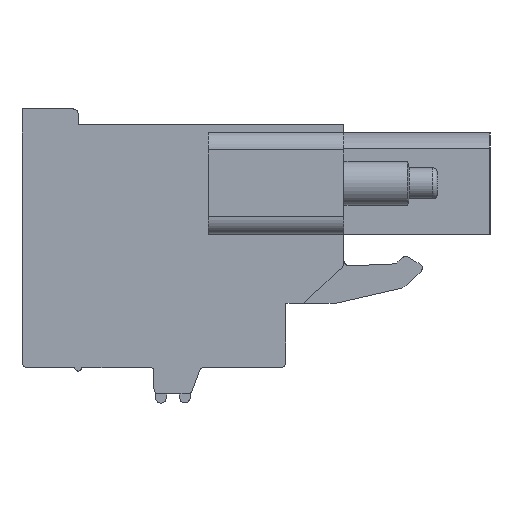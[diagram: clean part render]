
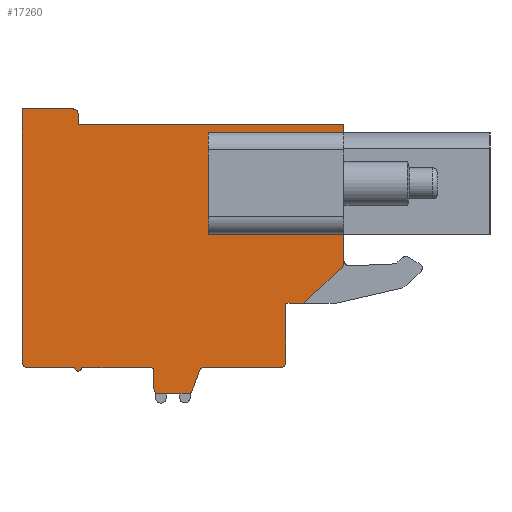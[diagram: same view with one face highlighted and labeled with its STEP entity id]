
A CAD part, left-side view. The second image highlights one B-rep face of the part: STEP entity #17260.
In plain terms, the highlighted planar face has unit normal (-1, 0, 0).
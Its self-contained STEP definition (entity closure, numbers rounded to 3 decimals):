
#3020=DIRECTION('',(0.,1.,0.));
#3021=VECTOR('',#3020,6.1);
#3022=CARTESIAN_POINT('',(-76.82,-4.06,0.73));
#3023=LINE('',#3022,#3021);
#3024=DIRECTION('',(0.,1.,0.));
#3025=VECTOR('',#3024,6.1);
#3026=CARTESIAN_POINT('',(-76.82,-4.06,6.53));
#3027=LINE('',#3026,#3025);
#3028=DIRECTION('',(0.,0.,-1.));
#3029=VECTOR('',#3028,7.87);
#3030=CARTESIAN_POINT('',(-76.82,-5.66,6.96));
#3031=LINE('',#3030,#3029);
#3032=CARTESIAN_POINT('',(-76.82,-5.36,-0.91));
#3033=DIRECTION('',(1.,0.,0.));
#3034=DIRECTION('',(0.,-1.,0.));
#3035=AXIS2_PLACEMENT_3D('',#3032,#3033,#3034);
#3037=DIRECTION('',(0.,0.731,-0.683));
#3038=VECTOR('',#3037,3.018);
#3039=CARTESIAN_POINT('',(-76.82,-5.565,-1.129));
#3040=LINE('',#3039,#3038);
#3041=DIRECTION('',(0.,1.,0.));
#3042=VECTOR('',#3041,1.);
#3043=CARTESIAN_POINT('',(-76.82,-3.36,-3.19));
#3044=LINE('',#3043,#3042);
#3045=DIRECTION('',(0.,0.,-1.));
#3046=VECTOR('',#3045,3.35);
#3047=CARTESIAN_POINT('',(-76.82,-2.36,-3.19));
#3048=LINE('',#3047,#3046);
#3049=CARTESIAN_POINT('',(-76.82,-2.06,-6.54));
#3050=DIRECTION('',(1.,0.,0.));
#3051=DIRECTION('',(0.,-1.,0.));
#3052=AXIS2_PLACEMENT_3D('',#3049,#3050,#3051);
#3054=DIRECTION('',(0.,1.,0.));
#3055=VECTOR('',#3054,4.34);
#3056=CARTESIAN_POINT('',(-76.82,-2.06,-6.84));
#3057=LINE('',#3056,#3055);
#3058=CARTESIAN_POINT('',(-76.82,2.28,-7.14));
#3059=DIRECTION('',(-1.,0.,0.));
#3060=DIRECTION('',(0.,0.,1.));
#3061=AXIS2_PLACEMENT_3D('',#3058,#3059,#3060);
#3063=DIRECTION('',(0.,0.345,-0.939));
#3064=VECTOR('',#3063,1.179);
#3065=CARTESIAN_POINT('',(-76.82,2.562,-7.037));
#3066=LINE('',#3065,#3064);
#3067=CARTESIAN_POINT('',(-76.82,3.25,-8.04));
#3068=DIRECTION('',(1.,0.,0.));
#3069=DIRECTION('',(0.,-0.939,-0.345));
#3070=AXIS2_PLACEMENT_3D('',#3067,#3068,#3069);
#3072=DIRECTION('',(0.,1.,0.));
#3073=VECTOR('',#3072,1.59);
#3074=CARTESIAN_POINT('',(-76.82,3.25,-8.34));
#3075=LINE('',#3074,#3073);
#3076=CARTESIAN_POINT('',(-76.82,4.84,-8.04));
#3077=DIRECTION('',(1.,0.,0.));
#3078=DIRECTION('',(0.,0.,-1.));
#3079=AXIS2_PLACEMENT_3D('',#3076,#3077,#3078);
#3081=DIRECTION('',(0.,0.,1.));
#3082=VECTOR('',#3081,1.);
#3083=CARTESIAN_POINT('',(-76.82,5.14,-8.04));
#3084=LINE('',#3083,#3082);
#3085=CARTESIAN_POINT('',(-76.82,5.34,-7.04));
#3086=DIRECTION('',(-1.,0.,0.));
#3087=DIRECTION('',(0.,-1.,0.));
#3088=AXIS2_PLACEMENT_3D('',#3085,#3086,#3087);
#3090=DIRECTION('',(0.,1.,0.));
#3091=VECTOR('',#3090,3.9);
#3092=CARTESIAN_POINT('',(-76.82,5.34,-6.84));
#3093=LINE('',#3092,#3091);
#3094=CARTESIAN_POINT('',(-76.82,9.44,-6.84));
#3095=DIRECTION('',(1.,0.,0.));
#3096=DIRECTION('',(0.,-1.,0.));
#3097=AXIS2_PLACEMENT_3D('',#3094,#3095,#3096);
#3099=DIRECTION('',(0.,1.,0.));
#3100=VECTOR('',#3099,2.7);
#3101=CARTESIAN_POINT('',(-76.82,9.64,-6.84));
#3102=LINE('',#3101,#3100);
#3103=CARTESIAN_POINT('',(-76.82,12.34,-6.54));
#3104=DIRECTION('',(1.,0.,0.));
#3105=DIRECTION('',(0.,0.,-1.));
#3106=AXIS2_PLACEMENT_3D('',#3103,#3104,#3105);
#3108=DIRECTION('',(0.,0.,1.));
#3109=VECTOR('',#3108,14.4);
#3110=CARTESIAN_POINT('',(-76.82,12.64,-6.54));
#3111=LINE('',#3110,#3109);
#3112=DIRECTION('',(0.,-1.,0.));
#3113=VECTOR('',#3112,2.9);
#3114=CARTESIAN_POINT('',(-76.82,12.64,7.86));
#3115=LINE('',#3114,#3113);
#3116=CARTESIAN_POINT('',(-76.82,9.74,7.56));
#3117=DIRECTION('',(1.,0.,0.));
#3118=DIRECTION('',(0.,0.,1.));
#3119=AXIS2_PLACEMENT_3D('',#3116,#3117,#3118);
#3121=DIRECTION('',(0.,0.,-1.));
#3122=VECTOR('',#3121,0.6);
#3123=CARTESIAN_POINT('',(-76.82,9.44,7.56));
#3124=LINE('',#3123,#3122);
#3125=DIRECTION('',(0.,-1.,0.));
#3126=VECTOR('',#3125,15.1);
#3127=CARTESIAN_POINT('',(-76.82,9.44,6.96));
#3128=LINE('',#3127,#3126);
#3180=DIRECTION('',(0.,0.,1.));
#3181=VECTOR('',#3180,5.8);
#3182=CARTESIAN_POINT('',(-76.82,2.04,0.73));
#3183=LINE('',#3182,#3181);
#3285=DIRECTION('',(0.,0.,1.));
#3286=VECTOR('',#3285,5.8);
#3287=CARTESIAN_POINT('',(-76.82,-4.06,0.73));
#3288=LINE('',#3287,#3286);
#9923=CARTESIAN_POINT('',(-76.82,9.44,6.96));
#9924=CARTESIAN_POINT('',(-76.82,-5.66,6.96));
#9925=VERTEX_POINT('',#9923);
#9926=VERTEX_POINT('',#9924);
#9927=CARTESIAN_POINT('',(-76.82,-5.66,-0.91));
#9928=CARTESIAN_POINT('',(-76.82,-5.565,-1.129));
#9929=VERTEX_POINT('',#9927);
#9930=VERTEX_POINT('',#9928);
#9931=CARTESIAN_POINT('',(-76.82,-3.36,-3.19));
#9932=VERTEX_POINT('',#9931);
#9933=CARTESIAN_POINT('',(-76.82,-2.36,-3.19));
#9934=VERTEX_POINT('',#9933);
#9935=CARTESIAN_POINT('',(-76.82,-2.36,-6.54));
#9936=VERTEX_POINT('',#9935);
#9937=CARTESIAN_POINT('',(-76.82,-2.06,-6.84));
#9938=VERTEX_POINT('',#9937);
#9939=CARTESIAN_POINT('',(-76.82,2.28,-6.84));
#9940=VERTEX_POINT('',#9939);
#9941=CARTESIAN_POINT('',(-76.82,2.562,-7.037));
#9942=VERTEX_POINT('',#9941);
#9943=CARTESIAN_POINT('',(-76.82,2.968,-8.143));
#9944=VERTEX_POINT('',#9943);
#9945=CARTESIAN_POINT('',(-76.82,3.25,-8.34));
#9946=VERTEX_POINT('',#9945);
#9947=CARTESIAN_POINT('',(-76.82,4.84,-8.34));
#9948=VERTEX_POINT('',#9947);
#9949=CARTESIAN_POINT('',(-76.82,5.14,-8.04));
#9950=VERTEX_POINT('',#9949);
#9951=CARTESIAN_POINT('',(-76.82,5.14,-7.04));
#9952=VERTEX_POINT('',#9951);
#9953=CARTESIAN_POINT('',(-76.82,5.34,-6.84));
#9954=VERTEX_POINT('',#9953);
#9955=CARTESIAN_POINT('',(-76.82,9.24,-6.84));
#9956=VERTEX_POINT('',#9955);
#9957=CARTESIAN_POINT('',(-76.82,9.64,-6.84));
#9958=VERTEX_POINT('',#9957);
#9959=CARTESIAN_POINT('',(-76.82,12.34,-6.84));
#9960=VERTEX_POINT('',#9959);
#9961=CARTESIAN_POINT('',(-76.82,12.64,-6.54));
#9962=VERTEX_POINT('',#9961);
#9963=CARTESIAN_POINT('',(-76.82,12.64,7.86));
#9964=VERTEX_POINT('',#9963);
#9965=CARTESIAN_POINT('',(-76.82,9.74,7.86));
#9966=VERTEX_POINT('',#9965);
#9967=CARTESIAN_POINT('',(-76.82,9.44,7.56));
#9968=VERTEX_POINT('',#9967);
#12821=CARTESIAN_POINT('',(-76.82,2.04,0.73));
#12822=CARTESIAN_POINT('',(-76.82,2.04,6.53));
#12823=VERTEX_POINT('',#12821);
#12824=VERTEX_POINT('',#12822);
#12857=CARTESIAN_POINT('',(-76.82,-4.06,0.73));
#12858=CARTESIAN_POINT('',(-76.82,-4.06,6.53));
#12859=VERTEX_POINT('',#12857);
#12860=VERTEX_POINT('',#12858);
#17198=CARTESIAN_POINT('',(-76.82,0.,0.));
#17199=DIRECTION('',(1.,0.,0.));
#17200=DIRECTION('',(0.,-1.,0.));
#17201=AXIS2_PLACEMENT_3D('',#17198,#17199,#17200);
#17202=PLANE('',#17201);
#17203=ORIENTED_EDGE('',*,*,#13109,.T.);
#17205=ORIENTED_EDGE('',*,*,#17204,.T.);
#17207=ORIENTED_EDGE('',*,*,#17206,.T.);
#17209=ORIENTED_EDGE('',*,*,#17208,.T.);
#17211=ORIENTED_EDGE('',*,*,#17210,.T.);
#17213=ORIENTED_EDGE('',*,*,#17212,.T.);
#17215=ORIENTED_EDGE('',*,*,#17214,.T.);
#17217=ORIENTED_EDGE('',*,*,#17216,.T.);
#17219=ORIENTED_EDGE('',*,*,#17218,.T.);
#17221=ORIENTED_EDGE('',*,*,#17220,.T.);
#17223=ORIENTED_EDGE('',*,*,#17222,.T.);
#17225=ORIENTED_EDGE('',*,*,#17224,.T.);
#17227=ORIENTED_EDGE('',*,*,#17226,.T.);
#17229=ORIENTED_EDGE('',*,*,#17228,.T.);
#17231=ORIENTED_EDGE('',*,*,#17230,.T.);
#17233=ORIENTED_EDGE('',*,*,#17232,.T.);
#17235=ORIENTED_EDGE('',*,*,#17234,.T.);
#17237=ORIENTED_EDGE('',*,*,#17236,.T.);
#17239=ORIENTED_EDGE('',*,*,#17238,.T.);
#17241=ORIENTED_EDGE('',*,*,#17240,.T.);
#17243=ORIENTED_EDGE('',*,*,#17242,.T.);
#17245=ORIENTED_EDGE('',*,*,#17244,.T.);
#17247=ORIENTED_EDGE('',*,*,#17246,.T.);
#17248=EDGE_LOOP('',(#17203,#17205,#17207,#17209,#17211,#17213,#17215,#17217,
#17219,#17221,#17223,#17225,#17227,#17229,#17231,#17233,#17235,#17237,#17239,
#17241,#17243,#17245,#17247));
#17249=FACE_OUTER_BOUND('',#17248,.F.);
#17251=ORIENTED_EDGE('',*,*,#17250,.F.);
#17253=ORIENTED_EDGE('',*,*,#17252,.T.);
#17255=ORIENTED_EDGE('',*,*,#17254,.T.);
#17257=ORIENTED_EDGE('',*,*,#17256,.F.);
#17258=EDGE_LOOP('',(#17251,#17253,#17255,#17257));
#17259=FACE_BOUND('',#17258,.F.);
#17260=ADVANCED_FACE('',(#17249,#17259),#17202,.F.);
#3036=CIRCLE('',#3035,0.3);
#3053=CIRCLE('',#3052,0.3);
#3062=CIRCLE('',#3061,0.3);
#3071=CIRCLE('',#3070,0.3);
#3080=CIRCLE('',#3079,0.3);
#3089=CIRCLE('',#3088,0.2);
#3098=CIRCLE('',#3097,0.2);
#3107=CIRCLE('',#3106,0.3);
#3120=CIRCLE('',#3119,0.3);
#13109=EDGE_CURVE('',#9926,#9929,#3031,.T.);
#17204=EDGE_CURVE('',#9929,#9930,#3036,.T.);
#17206=EDGE_CURVE('',#9930,#9932,#3040,.T.);
#17208=EDGE_CURVE('',#9932,#9934,#3044,.T.);
#17210=EDGE_CURVE('',#9934,#9936,#3048,.T.);
#17212=EDGE_CURVE('',#9936,#9938,#3053,.T.);
#17214=EDGE_CURVE('',#9938,#9940,#3057,.T.);
#17216=EDGE_CURVE('',#9940,#9942,#3062,.T.);
#17218=EDGE_CURVE('',#9942,#9944,#3066,.T.);
#17220=EDGE_CURVE('',#9944,#9946,#3071,.T.);
#17222=EDGE_CURVE('',#9946,#9948,#3075,.T.);
#17224=EDGE_CURVE('',#9948,#9950,#3080,.T.);
#17226=EDGE_CURVE('',#9950,#9952,#3084,.T.);
#17228=EDGE_CURVE('',#9952,#9954,#3089,.T.);
#17230=EDGE_CURVE('',#9954,#9956,#3093,.T.);
#17232=EDGE_CURVE('',#9956,#9958,#3098,.T.);
#17234=EDGE_CURVE('',#9958,#9960,#3102,.T.);
#17236=EDGE_CURVE('',#9960,#9962,#3107,.T.);
#17238=EDGE_CURVE('',#9962,#9964,#3111,.T.);
#17240=EDGE_CURVE('',#9964,#9966,#3115,.T.);
#17242=EDGE_CURVE('',#9966,#9968,#3120,.T.);
#17244=EDGE_CURVE('',#9968,#9925,#3124,.T.);
#17246=EDGE_CURVE('',#9925,#9926,#3128,.T.);
#17250=EDGE_CURVE('',#12859,#12823,#3023,.T.);
#17252=EDGE_CURVE('',#12859,#12860,#3288,.T.);
#17254=EDGE_CURVE('',#12860,#12824,#3027,.T.);
#17256=EDGE_CURVE('',#12823,#12824,#3183,.T.);
